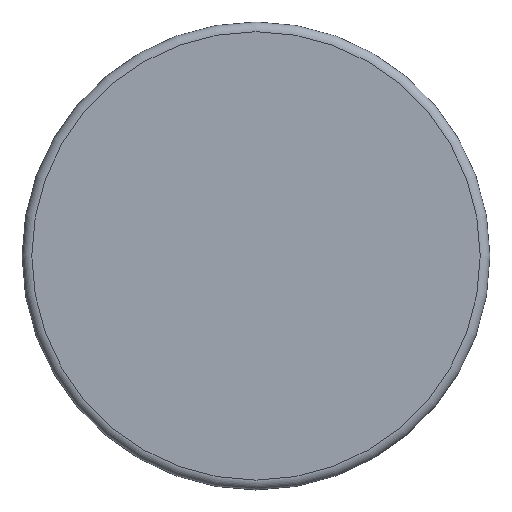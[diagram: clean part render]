
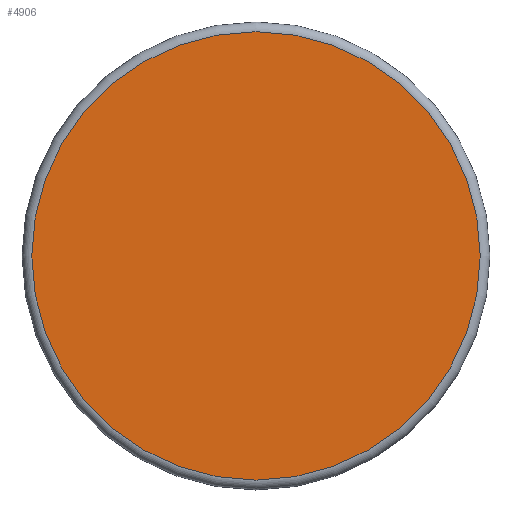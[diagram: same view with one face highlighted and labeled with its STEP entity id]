
A CAD part, top view. The second image highlights one B-rep face of the part: STEP entity #4906.
In plain terms, the highlighted planar face has unit normal (0, 0, 1).
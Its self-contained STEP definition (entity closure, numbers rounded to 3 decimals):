
#4837 = TOROIDAL_SURFACE('',#4838,23.,1.);
#4838 = AXIS2_PLACEMENT_3D('',#4839,#4840,#4841);
#4839 = CARTESIAN_POINT('',(0.,0.,27.));
#4840 = DIRECTION('',(0.,0.,1.));
#4841 = DIRECTION('',(1.,0.,0.));
#4855 = VERTEX_POINT('',#4856);
#4856 = CARTESIAN_POINT('',(23.,0.,28.));
#4880 = EDGE_CURVE('',#4855,#4855,#4881,.T.);
#4881 = SURFACE_CURVE('',#4882,(#4887,#4894),.PCURVE_S1.);
#4882 = CIRCLE('',#4883,23.);
#4883 = AXIS2_PLACEMENT_3D('',#4884,#4885,#4886);
#4884 = CARTESIAN_POINT('',(0.,0.,28.));
#4885 = DIRECTION('',(0.,0.,1.));
#4886 = DIRECTION('',(1.,0.,0.));
#4887 = PCURVE('',#4837,#4888);
#4888 = DEFINITIONAL_REPRESENTATION('',(#4889),#4893);
#4889 = LINE('',#4890,#4891);
#4890 = CARTESIAN_POINT('',(0.,1.571));
#4891 = VECTOR('',#4892,1.);
#4892 = DIRECTION('',(1.,0.));
#4893 = ( GEOMETRIC_REPRESENTATION_CONTEXT(2) 
PARAMETRIC_REPRESENTATION_CONTEXT() REPRESENTATION_CONTEXT('2D SPACE',''
  ) );
#4894 = PCURVE('',#4895,#4900);
#4895 = PLANE('',#4896);
#4896 = AXIS2_PLACEMENT_3D('',#4897,#4898,#4899);
#4897 = CARTESIAN_POINT('',(0.,0.,28.)
  );
#4898 = DIRECTION('',(0.,0.,1.));
#4899 = DIRECTION('',(1.,0.,0.));
#4900 = DEFINITIONAL_REPRESENTATION('',(#4901),#4905);
#4901 = CIRCLE('',#4902,23.);
#4902 = AXIS2_PLACEMENT_2D('',#4903,#4904);
#4903 = CARTESIAN_POINT('',(0.,0.));
#4904 = DIRECTION('',(1.,0.));
#4905 = ( GEOMETRIC_REPRESENTATION_CONTEXT(2) 
PARAMETRIC_REPRESENTATION_CONTEXT() REPRESENTATION_CONTEXT('2D SPACE',''
  ) );
#4906 = ADVANCED_FACE('',(#4907),#4895,.T.);
#4907 = FACE_BOUND('',#4908,.T.);
#4908 = EDGE_LOOP('',(#4909));
#4909 = ORIENTED_EDGE('',*,*,#4880,.T.);
